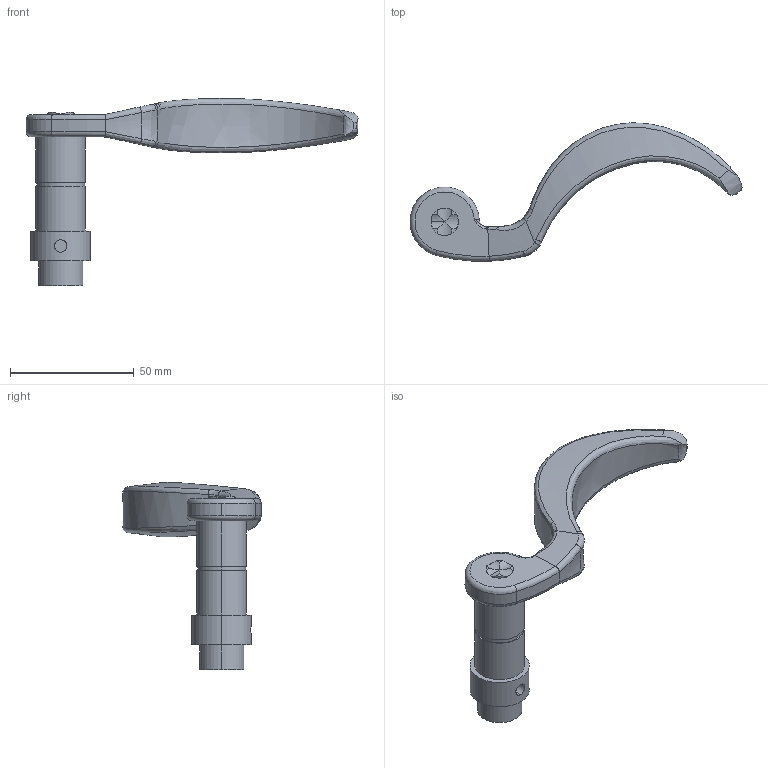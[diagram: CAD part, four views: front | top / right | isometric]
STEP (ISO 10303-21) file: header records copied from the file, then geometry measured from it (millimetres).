
FILE_DESCRIPTION (( 'STEP AP203' ), '1' );
FILE_NAME ('8012.STEP', '2016-05-04T08:53:44', ( '' ), ( '' ), 'SwSTEP 2.0', 'SolidWorks 2015', '' );
FILE_SCHEMA (( 'CONFIG_CONTROL_DESIGN' ));
Length unit declared in the file: millimetre
Products named in the file (1): 8012
Bounding box: 133.94 x 55.81 x 75.49 mm (x, y, z)
Volume: 51231 mm3; surface area: 14825.8 mm2
Topology: 1 solids, 1 shells, 246 faces, 645 edges, 424 vertices
Faces by surface type: bspline 115, plane 101, cylinder 24, torus 6
Entity records: 14740 total; most frequent: CARTESIAN_POINT 9458, ORIENTED_EDGE 1286, DIRECTION 695, EDGE_CURVE 643, VERTEX_POINT 424, VECTOR 323, LINE 323, EDGE_LOOP 273
